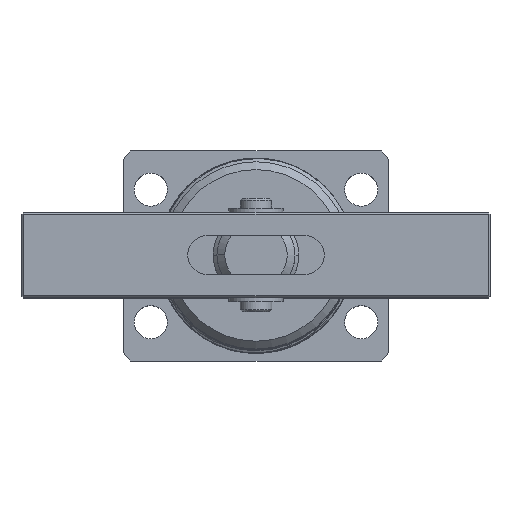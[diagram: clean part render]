
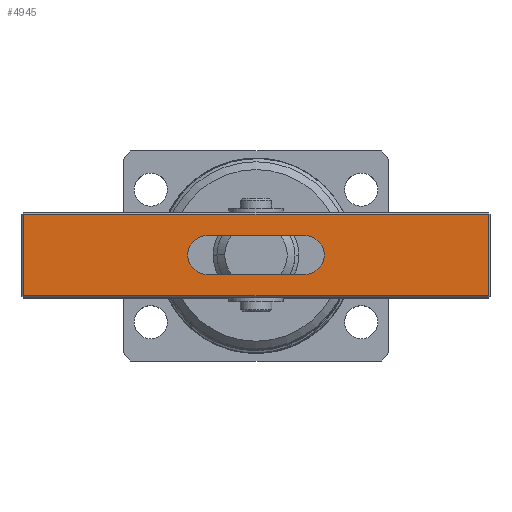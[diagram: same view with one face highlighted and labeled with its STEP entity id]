
A CAD part, top view. The second image highlights one B-rep face of the part: STEP entity #4945.
In plain terms, the highlighted planar face has unit normal (0, 0, 1).
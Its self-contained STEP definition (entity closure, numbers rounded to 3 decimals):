
#44 = VERTEX_POINT ( 'NONE', #8380 ) ;
#65 = LINE ( 'NONE', #6106, #338 ) ;
#174 = ORIENTED_EDGE ( 'NONE', *, *, #8393, .T. ) ;
#254 = EDGE_CURVE ( 'NONE', #10032, #44, #2210, .T. ) ;
#338 = VECTOR ( 'NONE', #1253, 1000. ) ;
#452 = DIRECTION ( 'NONE',  ( 0., 0., 1. ) ) ;
#545 = CARTESIAN_POINT ( 'NONE',  ( -12.5, 5., 22. ) ) ;
#584 = ORIENTED_EDGE ( 'NONE', *, *, #9405, .F. ) ;
#751 = ORIENTED_EDGE ( 'NONE', *, *, #9752, .T. ) ;
#952 = DIRECTION ( 'NONE',  ( 1., 0., 0. ) ) ;
#1085 = VERTEX_POINT ( 'NONE', #3119 ) ;
#1253 = DIRECTION ( 'NONE',  ( 1., 0., 0. ) ) ;
#1354 = LINE ( 'NONE', #4339, #7572 ) ;
#1434 = CIRCLE ( 'NONE', #1435, 5. ) ;
#1435 = AXIS2_PLACEMENT_3D ( 'NONE', #7279, #2432, #8086 ) ;
#1558 = VERTEX_POINT ( 'NONE', #545 ) ;
#1607 = VECTOR ( 'NONE', #9406, 1000. ) ;
#1878 = CIRCLE ( 'NONE', #9403, 5. ) ;
#2210 = LINE ( 'NONE', #7396, #6252 ) ;
#2343 = VERTEX_POINT ( 'NONE', #2458 ) ;
#2432 = DIRECTION ( 'NONE',  ( 0., 0., 1. ) ) ;
#2458 = CARTESIAN_POINT ( 'NONE',  ( -59.5, 10.5, 22. ) ) ;
#2838 = VECTOR ( 'NONE', #952, 1000. ) ;
#3001 = EDGE_LOOP ( 'NONE', ( #3297, #7659, #174, #751 ) ) ;
#3119 = CARTESIAN_POINT ( 'NONE',  ( -17.5, 0., 22. ) ) ;
#3253 = EDGE_CURVE ( 'NONE', #5321, #10032, #4723, .T. ) ;
#3297 = ORIENTED_EDGE ( 'NONE', *, *, #3253, .T. ) ;
#3337 = VECTOR ( 'NONE', #9716, 1000. ) ;
#3582 = LINE ( 'NONE', #8912, #3337 ) ;
#3736 = ORIENTED_EDGE ( 'NONE', *, *, #10426, .F. ) ;
#3861 = EDGE_CURVE ( 'NONE', #8054, #10006, #1434, .T. ) ;
#3866 = EDGE_CURVE ( 'NONE', #10006, #1558, #3582, .T. ) ;
#3930 = VERTEX_POINT ( 'NONE', #6459 ) ;
#3941 = ORIENTED_EDGE ( 'NONE', *, *, #3861, .F. ) ;
#4339 = CARTESIAN_POINT ( 'NONE',  ( -59.5, -11., 22. ) ) ;
#4536 = CARTESIAN_POINT ( 'NONE',  ( -60., 10.5, 22. ) ) ;
#4547 = CARTESIAN_POINT ( 'NONE',  ( -12.5, 0., 22. ) ) ;
#4587 = CARTESIAN_POINT ( 'NONE',  ( -12.5, 0., 22. ) ) ;
#4723 = LINE ( 'NONE', #5801, #2838 ) ;
#4945 = ADVANCED_FACE ( 'NONE', ( #9819, #7654 ), #8518, .T. ) ;
#5301 = ORIENTED_EDGE ( 'NONE', *, *, #3866, .F. ) ;
#5321 = VERTEX_POINT ( 'NONE', #5439 ) ;
#5378 = DIRECTION ( 'NONE',  ( 1., 0., 0. ) ) ;
#5416 = DIRECTION ( 'NONE',  ( 1., 0., 0. ) ) ;
#5439 = CARTESIAN_POINT ( 'NONE',  ( -59.5, -10.5, 22. ) ) ;
#5689 = EDGE_LOOP ( 'NONE', ( #5301, #3941, #9196, #584, #3736 ) ) ;
#5801 = CARTESIAN_POINT ( 'NONE',  ( 60., -10.5, 22. ) ) ;
#6106 = CARTESIAN_POINT ( 'NONE',  ( -12.5, -5., 22. ) ) ;
#6119 = DIRECTION ( 'NONE',  ( 1., 0., 0. ) ) ;
#6252 = VECTOR ( 'NONE', #8215, 1000. ) ;
#6317 = CARTESIAN_POINT ( 'NONE',  ( 59.5, -10.5, 22. ) ) ;
#6459 = CARTESIAN_POINT ( 'NONE',  ( -12.5, -5., 22. ) ) ;
#7037 = CIRCLE ( 'NONE', #7518, 5. ) ;
#7279 = CARTESIAN_POINT ( 'NONE',  ( 12.5, 0., 22. ) ) ;
#7396 = CARTESIAN_POINT ( 'NONE',  ( 59.5, 11., 22. ) ) ;
#7405 = CARTESIAN_POINT ( 'NONE',  ( 12.5, -5., 22. ) ) ;
#7518 = AXIS2_PLACEMENT_3D ( 'NONE', #4587, #10292, #5416 ) ;
#7572 = VECTOR ( 'NONE', #9215, 1000. ) ;
#7654 = FACE_BOUND ( 'NONE', #5689, .T. ) ;
#7659 = ORIENTED_EDGE ( 'NONE', *, *, #254, .T. ) ;
#8054 = VERTEX_POINT ( 'NONE', #7405 ) ;
#8086 = DIRECTION ( 'NONE',  ( 1., 0., 0. ) ) ;
#8215 = DIRECTION ( 'NONE',  ( 0., 1., 0. ) ) ;
#8380 = CARTESIAN_POINT ( 'NONE',  ( 59.5, 10.5, 22. ) ) ;
#8393 = EDGE_CURVE ( 'NONE', #44, #2343, #10499, .T. ) ;
#8518 = PLANE ( 'NONE',  #9000 ) ;
#8766 = EDGE_CURVE ( 'NONE', #3930, #8054, #65, .T. ) ;
#8912 = CARTESIAN_POINT ( 'NONE',  ( -12.5, 5., 22. ) ) ;
#9000 = AXIS2_PLACEMENT_3D ( 'NONE', #9344, #452, #6119 ) ;
#9196 = ORIENTED_EDGE ( 'NONE', *, *, #8766, .F. ) ;
#9215 = DIRECTION ( 'NONE',  ( 0., -1., 0. ) ) ;
#9344 = CARTESIAN_POINT ( 'NONE',  ( 0., 0., 22. ) ) ;
#9403 = AXIS2_PLACEMENT_3D ( 'NONE', #4547, #10254, #5378 ) ;
#9405 = EDGE_CURVE ( 'NONE', #1085, #3930, #7037, .T. ) ;
#9406 = DIRECTION ( 'NONE',  ( -1., 0., 0. ) ) ;
#9716 = DIRECTION ( 'NONE',  ( -1., 0., 0. ) ) ;
#9752 = EDGE_CURVE ( 'NONE', #2343, #5321, #1354, .T. ) ;
#9819 = FACE_OUTER_BOUND ( 'NONE', #3001, .T. ) ;
#10006 = VERTEX_POINT ( 'NONE', #10299 ) ;
#10032 = VERTEX_POINT ( 'NONE', #6317 ) ;
#10254 = DIRECTION ( 'NONE',  ( 0., 0., 1. ) ) ;
#10292 = DIRECTION ( 'NONE',  ( 0., 0., 1. ) ) ;
#10299 = CARTESIAN_POINT ( 'NONE',  ( 12.5, 5., 22. ) ) ;
#10426 = EDGE_CURVE ( 'NONE', #1558, #1085, #1878, .T. ) ;
#10499 = LINE ( 'NONE', #4536, #1607 ) ;
